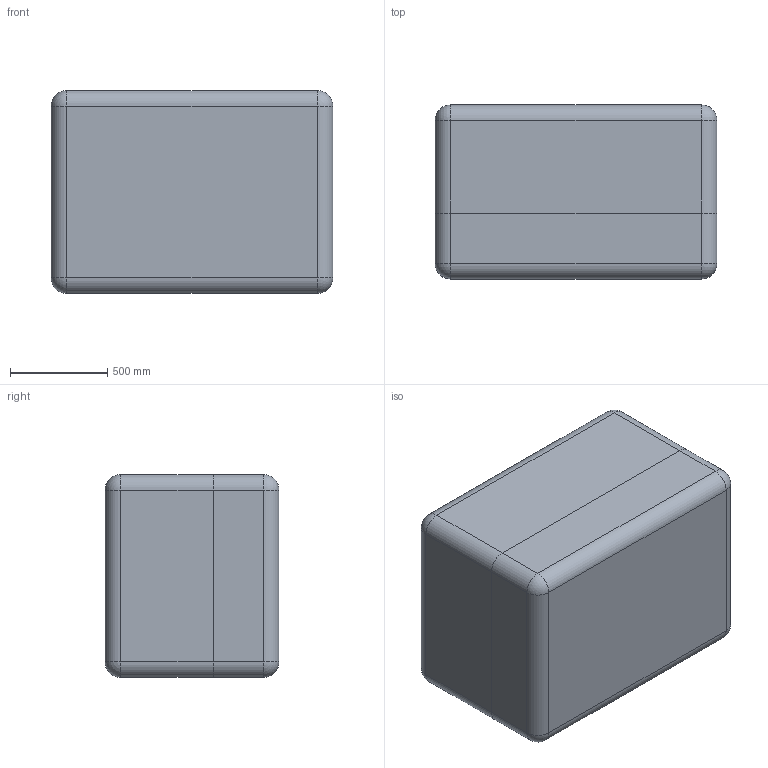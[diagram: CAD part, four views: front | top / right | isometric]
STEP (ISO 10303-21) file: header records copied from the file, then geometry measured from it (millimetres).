
FILE_DESCRIPTION (( 'STEP AP214' ), '1' );
FILE_NAME ('Òðàíñïîðòíûé êîíòåéíåð ÀÄÌÈÐÀË® ÏÐÎÔÅÑÑÈÎÍÀËÜÍÛÅ 241_óïðîùåííàÿ 3D-ìîäåëü.STEP', '2025-09-17T12:27:27', ( '' ), ( '' ), 'SwSTEP 2.0', 'SolidWorks 2021', '' );
FILE_SCHEMA (( 'AUTOMOTIVE_DESIGN' ));
Length unit declared in the file: millimetre
Products named in the file (3): BASE_241_摨喈楗狅; Òðàíñïîðòíûé êîíòåéíåð ÀÄÌÈÐÀË® ÏÐÎÔÅÑÑÈÎÍÀËÜÍÛÅ 241_óïðîùåííàÿ 3D-ìîäåëü; LID_241_摨喈楗狅
Assembly tree (2 placements, depth 2):
  Òðàíñïîðòíûé êîíòåéíåð ÀÄÌÈÐÀË® ÏÐÎÔÅÑÑÈÎÍÀËÜÍÛÅ 241_óïðîùåííàÿ 3D-ìîäåëü
    BASE_241_摨喈楗狅
    LID_241_摨喈楗狅
Bounding box: 1451.98 x 896.25 x 1045.84 mm (x, y, z)
Volume: 476372257.5 mm3; surface area: 15827483.6 mm2
Topology: 2 solids, 2 shells, 4011 faces, 9778 edges, 5446 vertices
Faces by surface type: cylinder 1689, bspline 911, plane 687, torus 484, sphere 208, cone 32
Entity records: 144895 total; most frequent: CARTESIAN_POINT 59445, ORIENTED_EDGE 18858, DIRECTION 17056, EDGE_CURVE 9429, AXIS2_PLACEMENT_3D 6747, VERTEX_POINT 5446, EDGE_LOOP 4063, FACE_OUTER_BOUND 4011
